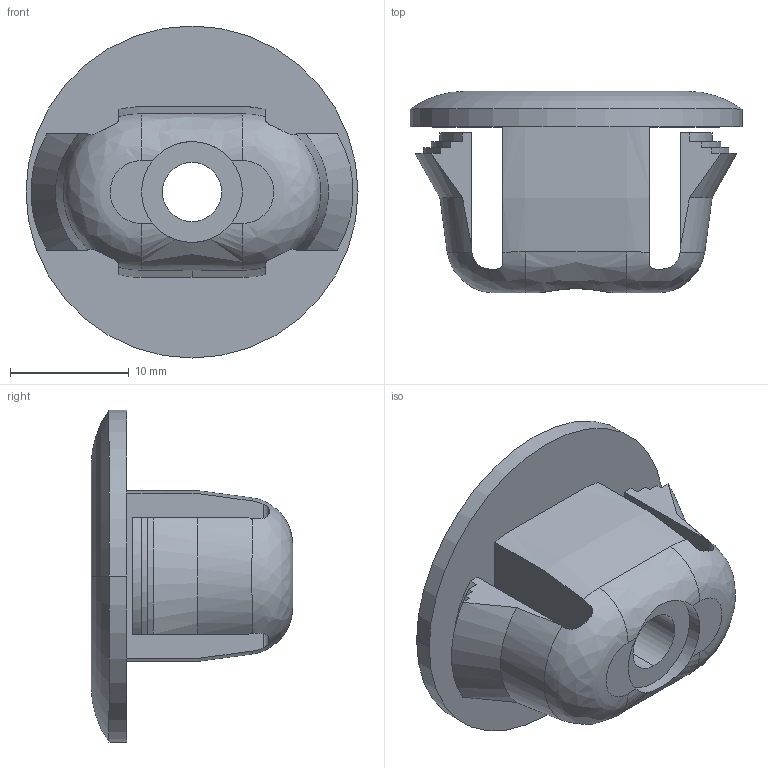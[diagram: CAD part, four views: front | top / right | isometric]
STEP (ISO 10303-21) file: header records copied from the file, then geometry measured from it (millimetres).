
FILE_DESCRIPTION (( 'STEP AP203' ), '1' );
FILE_NAME ('K-273-M6.STEP', '2021-03-15T01:27:17', ( '' ), ( '' ), 'SwSTEP 2.0', 'SolidWorks 2018', '' );
FILE_SCHEMA (( 'CONFIG_CONTROL_DESIGN' ));
Length unit declared in the file: millimetre
Products named in the file (1): K-273-M6
Bounding box: 28 x 17 x 28 mm (x, y, z)
Volume: 4219.2 mm3; surface area: 2996 mm2
Topology: 1 solids, 1 shells, 59 faces, 165 edges, 110 vertices
Faces by surface type: plane 24, cylinder 18, bspline 13, cone 2, torus 2
Entity records: 5211 total; most frequent: CARTESIAN_POINT 3729, ORIENTED_EDGE 330, DIRECTION 241, EDGE_CURVE 165, VERTEX_POINT 110, AXIS2_PLACEMENT_3D 91, EDGE_LOOP 63, B_SPLINE_CURVE_WITH_KNOTS 62
